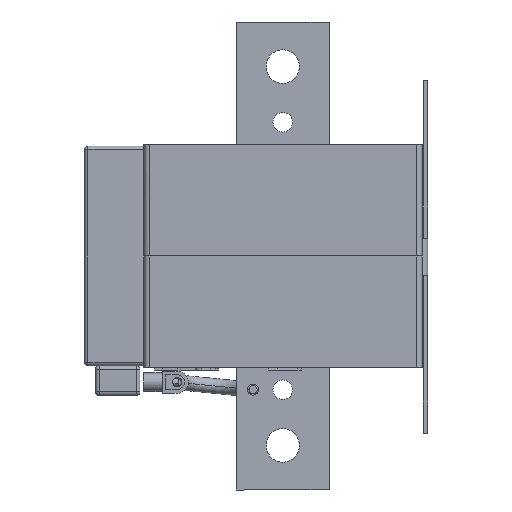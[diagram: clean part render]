
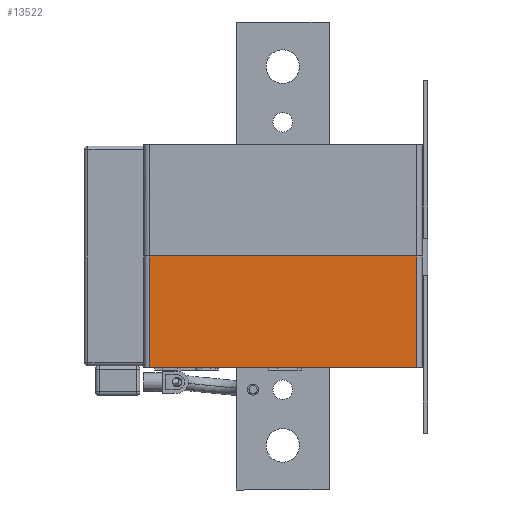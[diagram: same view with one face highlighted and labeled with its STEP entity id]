
A CAD part, left-side view. The second image highlights one B-rep face of the part: STEP entity #13522.
In plain terms, the highlighted planar face has unit normal (-1, 0, 0).
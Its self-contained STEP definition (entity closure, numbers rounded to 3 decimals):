
#63 = EDGE_CURVE ( 'NONE', #27344, #34131, #27199, .T. ) ;
#276 = DIRECTION ( 'NONE',  ( 0., -1., 0. ) ) ;
#1225 = CARTESIAN_POINT ( 'NONE',  ( -39., -36., 0. ) ) ;
#1508 = CARTESIAN_POINT ( 'NONE',  ( -39., -36., -30. ) ) ;
#2599 = EDGE_CURVE ( 'NONE', #32605, #34131, #19250, .T. ) ;
#5310 = VERTEX_POINT ( 'NONE', #27555 ) ;
#6843 = PLANE ( 'NONE',  #17365 ) ;
#7652 = DIRECTION ( 'NONE',  ( 0., 0., 1. ) ) ;
#9517 = DIRECTION ( 'NONE',  ( -1., 0., 0. ) ) ;
#10363 = ORIENTED_EDGE ( 'NONE', *, *, #2599, .T. ) ;
#10888 = CARTESIAN_POINT ( 'NONE',  ( -39., -36., 0. ) ) ;
#12519 = LINE ( 'NONE', #32491, #25722 ) ;
#12758 = EDGE_CURVE ( 'NONE', #5310, #32605, #12519, .T. ) ;
#13119 = CARTESIAN_POINT ( 'NONE',  ( -39., 36., -30. ) ) ;
#13522 = ADVANCED_FACE ( 'NONE', ( #24429 ), #6843, .T. ) ;
#14046 = DIRECTION ( 'NONE',  ( 0., -1., 0. ) ) ;
#14567 = VECTOR ( 'NONE', #28911, 1000. ) ;
#17365 = AXIS2_PLACEMENT_3D ( 'NONE', #1508, #9517, #28055 ) ;
#19250 = LINE ( 'NONE', #20921, #31621 ) ;
#19375 = VECTOR ( 'NONE', #276, 1000. ) ;
#20921 = CARTESIAN_POINT ( 'NONE',  ( -39., -36., -30. ) ) ;
#21388 = CARTESIAN_POINT ( 'NONE',  ( -39., -36., -30. ) ) ;
#21596 = LINE ( 'NONE', #13119, #14567 ) ;
#21966 = ORIENTED_EDGE ( 'NONE', *, *, #27070, .F. ) ;
#23614 = ORIENTED_EDGE ( 'NONE', *, *, #12758, .T. ) ;
#24429 = FACE_OUTER_BOUND ( 'NONE', #27607, .T. ) ;
#25722 = VECTOR ( 'NONE', #14046, 1000. ) ;
#27070 = EDGE_CURVE ( 'NONE', #5310, #27344, #21596, .T. ) ;
#27199 = LINE ( 'NONE', #10888, #19375 ) ;
#27344 = VERTEX_POINT ( 'NONE', #30020 ) ;
#27555 = CARTESIAN_POINT ( 'NONE',  ( -39., 36., -30. ) ) ;
#27607 = EDGE_LOOP ( 'NONE', ( #32674, #21966, #23614, #10363 ) ) ;
#28055 = DIRECTION ( 'NONE',  ( 0., -1., 0. ) ) ;
#28911 = DIRECTION ( 'NONE',  ( 0., 0., 1. ) ) ;
#30020 = CARTESIAN_POINT ( 'NONE',  ( -39., 36., 0. ) ) ;
#31621 = VECTOR ( 'NONE', #7652, 1000. ) ;
#32491 = CARTESIAN_POINT ( 'NONE',  ( -39., -36., -30. ) ) ;
#32605 = VERTEX_POINT ( 'NONE', #21388 ) ;
#32674 = ORIENTED_EDGE ( 'NONE', *, *, #63, .F. ) ;
#34131 = VERTEX_POINT ( 'NONE', #1225 ) ;
